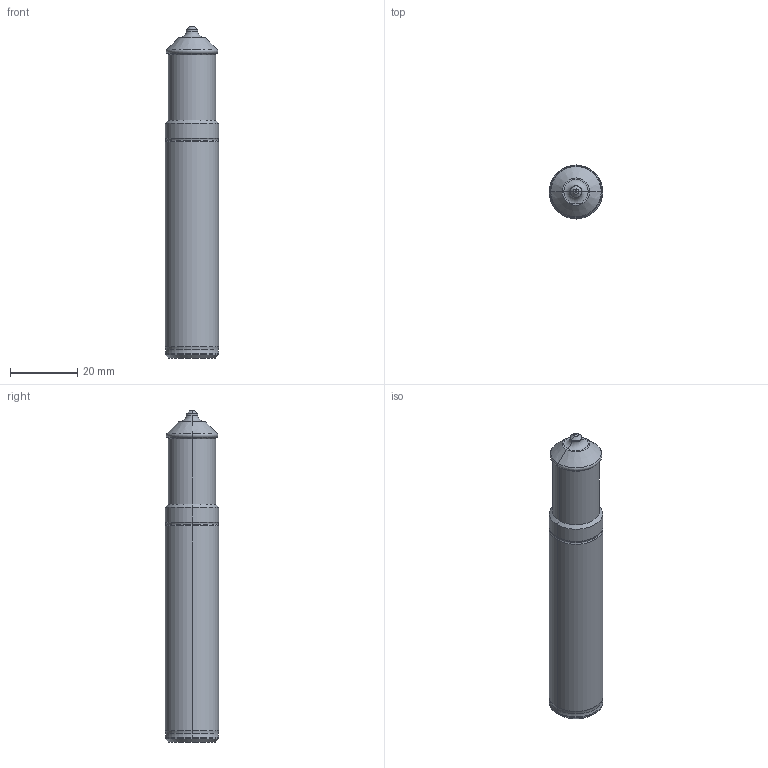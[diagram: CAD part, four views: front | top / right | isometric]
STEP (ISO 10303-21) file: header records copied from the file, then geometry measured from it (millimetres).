
FILE_DESCRIPTION (( 'STEP AP214' ), '1' );
FILE_NAME ('99616-14_N9MT11T3RC20.STEP', '2017-02-21T07:14:15', ( 'User' ), ( 'GENUINE' ), 'SwSTEP 2.0', 'SolidWorks 2012', '' );
FILE_SCHEMA (( 'AUTOMOTIVE_DESIGN' ));
Length unit declared in the file: millimetre
Products named in the file (1): 99616-14_N9MT11T3RC20
Bounding box: 16 x 16 x 99.07 mm (x, y, z)
Volume: 17945.4 mm3; surface area: 4963 mm2
Topology: 1 solids, 1 shells, 38 faces, 74 edges, 38 vertices
Faces by surface type: torus 14, cone 14, cylinder 8, plane 2
Entity records: 1135 total; most frequent: DIRECTION 204, CARTESIAN_POINT 151, ORIENTED_EDGE 148, AXIS2_PLACEMENT_3D 91, EDGE_CURVE 74, CIRCLE 52, VERTEX_POINT 38, ADVANCED_FACE 38
